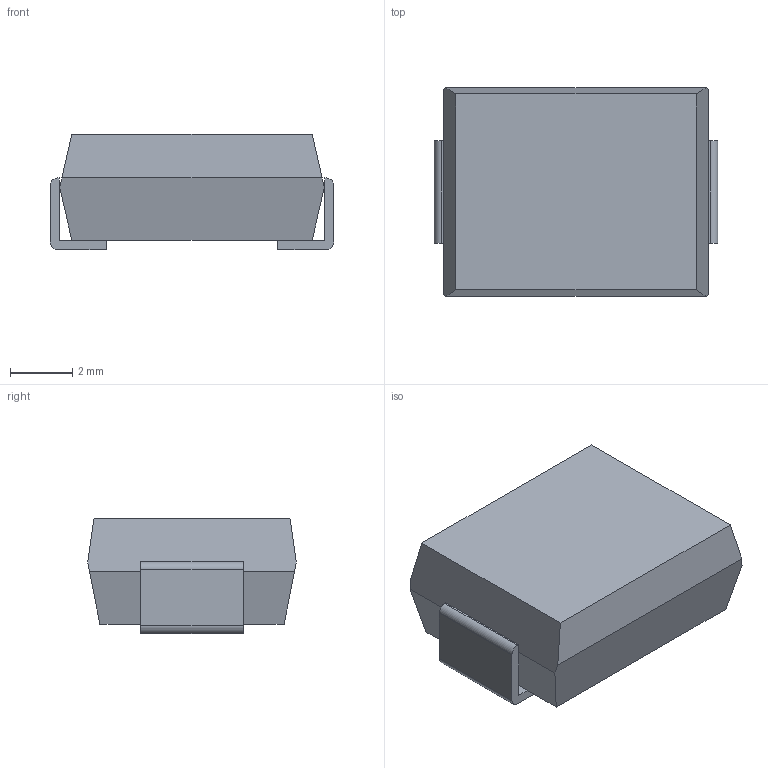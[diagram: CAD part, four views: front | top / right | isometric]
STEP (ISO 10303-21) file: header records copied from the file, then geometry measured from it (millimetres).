
FILE_DESCRIPTION(('FreeCAD Model'),'2;1');
FILE_NAME('Open CASCADE Shape Model','2021-08-23T11:30:39',( 'kicad StepUp'),('ksu MCAD'),'Open CASCADE STEP processor 7.5', 'FreeCAD','Unknown');
FILE_SCHEMA(('AUTOMOTIVE_DESIGN { 1 0 10303 214 1 1 1 1 }'));
Length unit declared in the file: millimetre
Products named in the file (1): 3225
Bounding box: 9.12 x 6.7 x 3.7 mm (x, y, z)
Volume: 183.6 mm3; surface area: 237.5 mm2
Topology: 1 solids, 1 shells, 30 faces, 160 edges, 264 vertices
Faces by surface type: plane 26, cylinder 4
Entity records: 2575 total; most frequent: CARTESIAN_POINT 455, DIRECTION 238, ORIENTED_EDGE 160, LINE 144, VECTOR 144, PRESENTATION_STYLE_ASSIGNMENT 111, SURFACE_STYLE_USAGE 111, SURFACE_SIDE_STYLE 111
